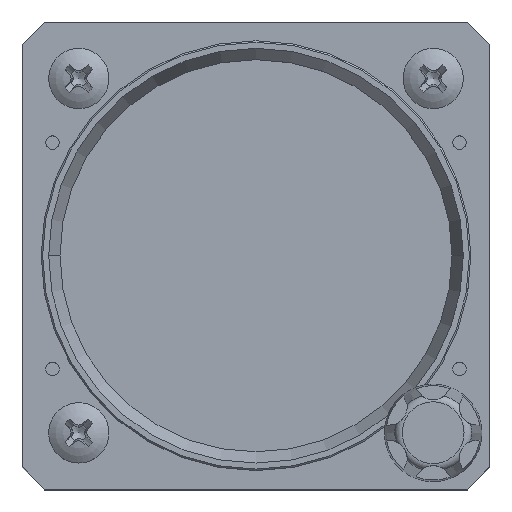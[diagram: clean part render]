
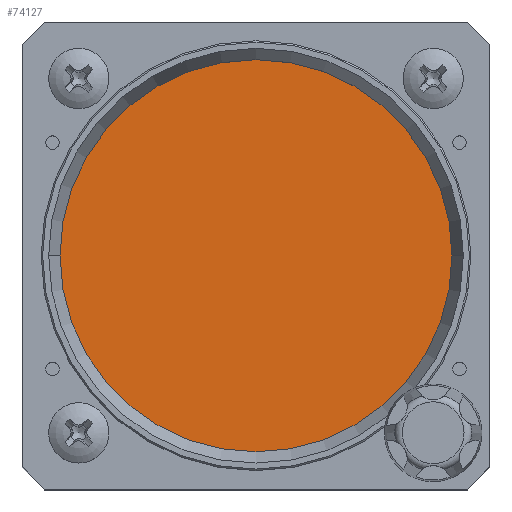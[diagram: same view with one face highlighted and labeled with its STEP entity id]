
A CAD part, top view. The second image highlights one B-rep face of the part: STEP entity #74127.
In plain terms, the highlighted planar face has unit normal (0, 0, 1).
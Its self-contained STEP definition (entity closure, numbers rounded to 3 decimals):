
#74099 = VERTEX_POINT('',#74100);
#74100 = CARTESIAN_POINT('',(28.,0.,0.));
#74116 = EDGE_CURVE('',#74099,#74099,#74117,.T.);
#74117 = CIRCLE('',#74118,28.);
#74118 = AXIS2_PLACEMENT_3D('',#74119,#74120,#74121);
#74119 = CARTESIAN_POINT('',(0.,0.,0.));
#74120 = DIRECTION('',(0.,0.,1.));
#74121 = DIRECTION('',(1.,0.,0.));
#74127 = ADVANCED_FACE('',(#74128),#74131,.T.);
#74128 = FACE_BOUND('',#74129,.T.);
#74129 = EDGE_LOOP('',(#74130));
#74130 = ORIENTED_EDGE('',*,*,#74116,.T.);
#74131 = PLANE('',#74132);
#74132 = AXIS2_PLACEMENT_3D('',#74133,#74134,#74135);
#74133 = CARTESIAN_POINT('',(0.,0.,0.));
#74134 = DIRECTION('',(0.,0.,1.));
#74135 = DIRECTION('',(1.,0.,0.));
